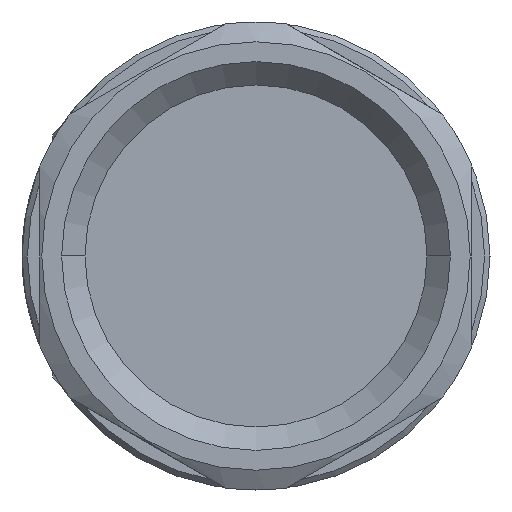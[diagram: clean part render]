
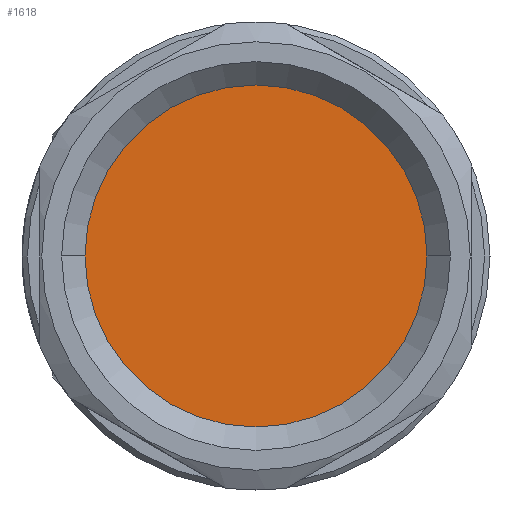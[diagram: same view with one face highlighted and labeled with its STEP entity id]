
A CAD part, left-side view. The second image highlights one B-rep face of the part: STEP entity #1618.
In plain terms, the highlighted planar face has unit normal (-1, 0, 0).
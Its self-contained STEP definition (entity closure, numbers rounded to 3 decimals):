
#701 = CARTESIAN_POINT ( 'NONE',  ( -50.8, 0., 0. ) ) ;
#702 = DIRECTION ( 'NONE',  ( 1., 0., 0. ) ) ;
#703 = DIRECTION ( 'NONE',  ( 0., 1., 0. ) ) ;
#940 = VERTEX_POINT ( 'NONE', #2227 ) ;
#941 = VERTEX_POINT ( 'NONE', #2228 ) ;
#1043 = FACE_OUTER_BOUND ( 'NONE', #4345, .T. ) ;
#1268 = AXIS2_PLACEMENT_3D ( 'NONE', #2059, #2060, #2061 ) ;
#1618 = ADVANCED_FACE ( 'NONE', ( #1043 ), #2058, .F. ) ;
#1690 = EDGE_CURVE ( 'NONE', #940, #941, #1777, .T. ) ;
#1777 = CIRCLE ( 'NONE', #1779, 9.5 ) ;
#1779 = AXIS2_PLACEMENT_3D ( 'NONE', #701, #702, #703 ) ;
#2058 = PLANE ( 'NONE',  #1268 ) ;
#2059 = CARTESIAN_POINT ( 'NONE',  ( -50.8, 10., 0. ) ) ;
#2060 = DIRECTION ( 'NONE',  ( 1., 0., 0. ) ) ;
#2061 = DIRECTION ( 'NONE',  ( 0., 0., -1. ) ) ;
#2227 = CARTESIAN_POINT ( 'NONE',  ( -50.8, -9.5, 0. ) ) ;
#2228 = CARTESIAN_POINT ( 'NONE',  ( -50.8, 9.5, 0. ) ) ;
#2615 = CIRCLE ( 'NONE', #2617, 9.5 ) ;
#2617 = AXIS2_PLACEMENT_3D ( 'NONE', #4067, #4068, #4069 ) ;
#3339 = ORIENTED_EDGE ( 'NONE', *, *, #4655, .F. ) ;
#3340 = ORIENTED_EDGE ( 'NONE', *, *, #1690, .F. ) ;
#4067 = CARTESIAN_POINT ( 'NONE',  ( -50.8, 0., 0. ) ) ;
#4068 = DIRECTION ( 'NONE',  ( 1., 0., 0. ) ) ;
#4069 = DIRECTION ( 'NONE',  ( 0., 1., 0. ) ) ;
#4345 = EDGE_LOOP ( 'NONE', ( #3339, #3340 ) ) ;
#4655 = EDGE_CURVE ( 'NONE', #941, #940, #2615, .T. ) ;
